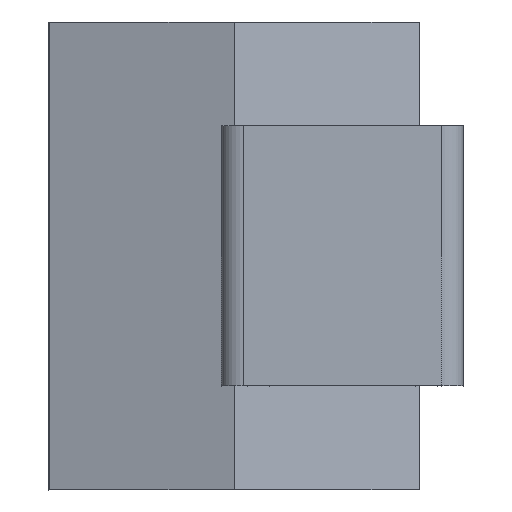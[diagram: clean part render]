
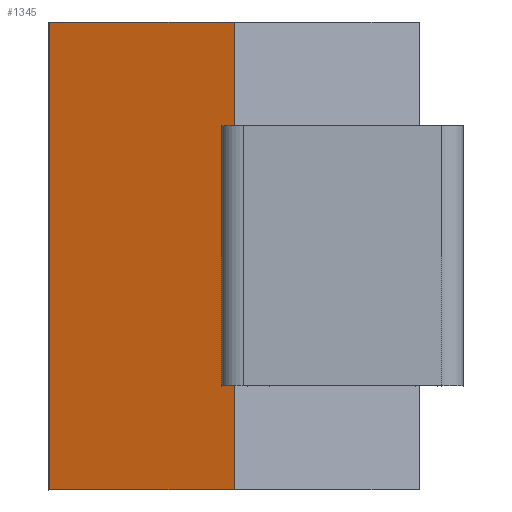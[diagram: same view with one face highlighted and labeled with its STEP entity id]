
A CAD part, left-side view. The second image highlights one B-rep face of the part: STEP entity #1345.
In plain terms, the highlighted planar face has unit normal (-0.964, 0.267, 0).
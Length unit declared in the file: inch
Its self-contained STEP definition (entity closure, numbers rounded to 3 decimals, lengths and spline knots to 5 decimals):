
#3 = CARTESIAN_POINT ( 'NONE',  ( -0.09761, 0.04495, 0.02953 ) ) ;
#4 = CARTESIAN_POINT ( 'NONE',  ( -0.09843, 0.042, 0.05315 ) ) ;
#14 = PLANE ( 'NONE',  #1373 ) ;
#76 = VERTEX_POINT ( 'NONE', #4 ) ;
#102 = ORIENTED_EDGE ( 'NONE', *, *, #1290, .T. ) ;
#136 = CARTESIAN_POINT ( 'NONE',  ( -0.10222, 0.02829, -0.02953 ) ) ;
#139 = DIRECTION ( 'NONE',  ( 0., 0., 1. ) ) ;
#178 = DIRECTION ( 'NONE',  ( 0.267, 0.964, 0. ) ) ;
#203 = VERTEX_POINT ( 'NONE', #403 ) ;
#222 = EDGE_LOOP ( 'NONE', ( #1059, #1392, #102, #556, #1391, #736, #886, #1234 ) ) ;
#264 = EDGE_CURVE ( 'NONE', #76, #870, #317, .T. ) ;
#278 = CARTESIAN_POINT ( 'NONE',  ( -0.0868, 0.084, 0. ) ) ;
#317 = LINE ( 'NONE', #667, #688 ) ;
#342 = EDGE_CURVE ( 'NONE', #1340, #737, #1424, .T. ) ;
#351 = LINE ( 'NONE', #610, #1357 ) ;
#359 = VECTOR ( 'NONE', #499, 39.37008 ) ;
#365 = CARTESIAN_POINT ( 'NONE',  ( -0.0868, 0.084, -0.05315 ) ) ;
#390 = EDGE_CURVE ( 'NONE', #203, #948, #436, .T. ) ;
#396 = EDGE_CURVE ( 'NONE', #1539, #76, #452, .T. ) ;
#403 = CARTESIAN_POINT ( 'NONE',  ( -0.09843, 0.042, -0.05315 ) ) ;
#406 = CARTESIAN_POINT ( 'NONE',  ( -0.0868, 0.084, 0.05315 ) ) ;
#412 = CARTESIAN_POINT ( 'NONE',  ( -0.10222, 0.02829, -0.11085 ) ) ;
#426 = DIRECTION ( 'NONE',  ( 0.267, 0.964, 0. ) ) ;
#435 = VECTOR ( 'NONE', #1067, 39.37008 ) ;
#436 = LINE ( 'NONE', #751, #924 ) ;
#452 = LINE ( 'NONE', #969, #744 ) ;
#475 = LINE ( 'NONE', #278, #359 ) ;
#499 = DIRECTION ( 'NONE',  ( 0., 0., 1. ) ) ;
#556 = ORIENTED_EDGE ( 'NONE', *, *, #396, .T. ) ;
#605 = CARTESIAN_POINT ( 'NONE',  ( -0.09761, 0.04495, -0.02953 ) ) ;
#610 = CARTESIAN_POINT ( 'NONE',  ( -0.10222, 0.02829, 0.02953 ) ) ;
#618 = DIRECTION ( 'NONE',  ( 0., 0., 1. ) ) ;
#667 = CARTESIAN_POINT ( 'NONE',  ( -0.10222, 0.02829, 0.05315 ) ) ;
#688 = VECTOR ( 'NONE', #426, 39.37008 ) ;
#694 = CARTESIAN_POINT ( 'NONE',  ( -0.09843, 0.042, 0.02953 ) ) ;
#736 = ORIENTED_EDGE ( 'NONE', *, *, #1374, .F. ) ;
#737 = VERTEX_POINT ( 'NONE', #3 ) ;
#744 = VECTOR ( 'NONE', #618, 39.37008 ) ;
#751 = CARTESIAN_POINT ( 'NONE',  ( -0.09843, 0.042, -0.11085 ) ) ;
#837 = DIRECTION ( 'NONE',  ( -0.267, -0.964, 0. ) ) ;
#870 = VERTEX_POINT ( 'NONE', #406 ) ;
#886 = ORIENTED_EDGE ( 'NONE', *, *, #1229, .F. ) ;
#894 = DIRECTION ( 'NONE',  ( 0.964, -0.267, 0. ) ) ;
#924 = VECTOR ( 'NONE', #139, 39.37008 ) ;
#940 = LINE ( 'NONE', #1281, #435 ) ;
#948 = VERTEX_POINT ( 'NONE', #1481 ) ;
#969 = CARTESIAN_POINT ( 'NONE',  ( -0.09843, 0.042, -0.11085 ) ) ;
#976 = FACE_OUTER_BOUND ( 'NONE', #222, .T. ) ;
#1059 = ORIENTED_EDGE ( 'NONE', *, *, #1259, .F. ) ;
#1067 = DIRECTION ( 'NONE',  ( 0.267, 0.964, 0. ) ) ;
#1068 = LINE ( 'NONE', #136, #1091 ) ;
#1085 = DIRECTION ( 'NONE',  ( 0., 0., 1. ) ) ;
#1091 = VECTOR ( 'NONE', #837, 39.37008 ) ;
#1199 = VECTOR ( 'NONE', #1085, 39.37008 ) ;
#1214 = CARTESIAN_POINT ( 'NONE',  ( -0.09761, 0.04495, -0.02953 ) ) ;
#1229 = EDGE_CURVE ( 'NONE', #203, #1326, #940, .T. ) ;
#1234 = ORIENTED_EDGE ( 'NONE', *, *, #390, .T. ) ;
#1259 = EDGE_CURVE ( 'NONE', #1340, #948, #1068, .T. ) ;
#1281 = CARTESIAN_POINT ( 'NONE',  ( -0.08763, 0.08101, -0.05315 ) ) ;
#1290 = EDGE_CURVE ( 'NONE', #737, #1539, #351, .T. ) ;
#1326 = VERTEX_POINT ( 'NONE', #365 ) ;
#1340 = VERTEX_POINT ( 'NONE', #605 ) ;
#1345 = ADVANCED_FACE ( 'NONE', ( #976 ), #14, .F. ) ;
#1357 = VECTOR ( 'NONE', #1546, 39.37008 ) ;
#1373 = AXIS2_PLACEMENT_3D ( 'NONE', #412, #894, #178 ) ;
#1374 = EDGE_CURVE ( 'NONE', #1326, #870, #475, .T. ) ;
#1391 = ORIENTED_EDGE ( 'NONE', *, *, #264, .T. ) ;
#1392 = ORIENTED_EDGE ( 'NONE', *, *, #342, .T. ) ;
#1424 = LINE ( 'NONE', #1214, #1199 ) ;
#1481 = CARTESIAN_POINT ( 'NONE',  ( -0.09843, 0.042, -0.02953 ) ) ;
#1539 = VERTEX_POINT ( 'NONE', #694 ) ;
#1546 = DIRECTION ( 'NONE',  ( -0.267, -0.964, 0. ) ) ;
